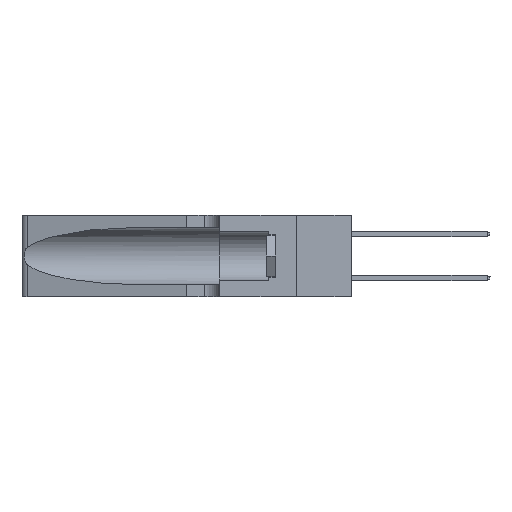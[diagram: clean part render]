
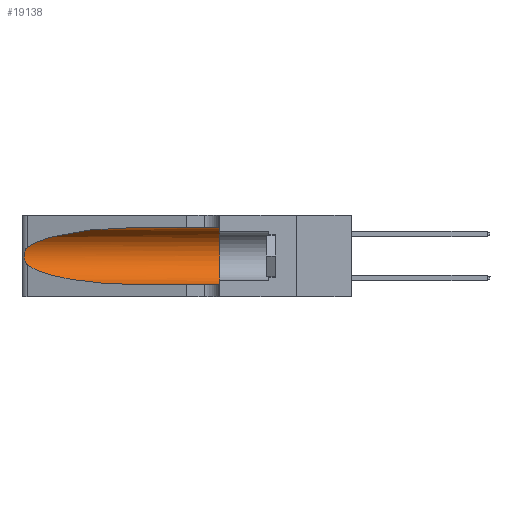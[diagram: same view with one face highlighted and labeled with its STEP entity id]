
A CAD part, left-side view. The second image highlights one B-rep face of the part: STEP entity #19138.
In plain terms, the highlighted cylindrical face has radius 3.308 mm (diameter 6.617 mm), a partial arc.
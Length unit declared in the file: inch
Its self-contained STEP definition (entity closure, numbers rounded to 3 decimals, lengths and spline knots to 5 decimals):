
#2445 = CARTESIAN_POINT ( 'NONE',  ( 0.1305, 0.72297, 0.05475 ) ) ;
#2644 = ORIENTED_EDGE ( 'NONE', *, *, #25581, .F. ) ;
#2848 =( BOUNDED_CURVE ( )  B_SPLINE_CURVE ( 3, ( #26181, #21794, #26477, #2445 ),
 .UNSPECIFIED., .F., .F. ) 
 B_SPLINE_CURVE_WITH_KNOTS ( ( 4, 4 ),
 ( 3.44316, 4.71239 ),
 .UNSPECIFIED. ) 
 CURVE ( )  GEOMETRIC_REPRESENTATION_ITEM ( )  RATIONAL_B_SPLINE_CURVE ( ( 1., 0.87, 0.87, 1. ) ) 
 REPRESENTATION_ITEM ( '' )  );
#2891 = CARTESIAN_POINT ( 'NONE',  ( 0.1305, 0.72297, 0.31525 ) ) ;
#3106 = CARTESIAN_POINT ( 'NONE',  ( 0.25787, 1.23484, 0.2124 ) ) ;
#3756 = EDGE_CURVE ( 'NONE', #6901, #5444, #2848, .T. ) ;
#4996 = CARTESIAN_POINT ( 'NONE',  ( 0.25487, 1.22718, 0.22369 ) ) ;
#5094 = CARTESIAN_POINT ( 'NONE',  ( 0.25487, 1.22718, 0.14631 ) ) ;
#5444 = VERTEX_POINT ( 'NONE', #27942 ) ;
#6724 = CARTESIAN_POINT ( 'NONE',  ( 0.1305, 1.61858, 0.31525 ) ) ;
#6901 = VERTEX_POINT ( 'NONE', #25097 ) ;
#7958 = CARTESIAN_POINT ( 'NONE',  ( 0.1305, 0.35, 0.31525 ) ) ;
#7995 = VECTOR ( 'NONE', #24477, 39.37008 ) ;
#8727 = EDGE_CURVE ( 'NONE', #28324, #22617, #20156, .T. ) ;
#9760 = CARTESIAN_POINT ( 'NONE',  ( 0.25854, 1.2359, 0.20912 ) ) ;
#10333 = DIRECTION ( 'NONE',  ( 0., 1., 0. ) ) ;
#10879 = LINE ( 'NONE', #11895, #13276 ) ;
#11155 = LINE ( 'NONE', #6724, #7995 ) ;
#11428 = CYLINDRICAL_SURFACE ( 'NONE', #19229, 0.13025 ) ;
#11542 = B_SPLINE_CURVE_WITH_KNOTS ( 'NONE', 3,
 ( #4996, #15768, #20216, #3106, #9760, #25144, #14220, #12102, #11714, #14313, #23012, #27414, #20683, #5094 ),
 .UNSPECIFIED., .F., .F.,
 ( 4, 2, 2, 2, 2, 2, 4 ),
 ( 0., 0.00027, 0.00053, 0.00107, 0.0016, 0.00187, 0.00214 ),
 .UNSPECIFIED. ) ;
#11714 = CARTESIAN_POINT ( 'NONE',  ( 0.26017, 1.23833, 0.17102 ) ) ;
#11895 = CARTESIAN_POINT ( 'NONE',  ( 0.1305, 1.61858, 0.05475 ) ) ;
#12102 = CARTESIAN_POINT ( 'NONE',  ( 0.26075, 1.23896, 0.178 ) ) ;
#13276 = VECTOR ( 'NONE', #27387, 39.37008 ) ;
#13300 = CARTESIAN_POINT ( 'NONE',  ( 0.1305, 0.35, 0.05475 ) ) ;
#13393 = ORIENTED_EDGE ( 'NONE', *, *, #22425, .T. ) ;
#13645 = VERTEX_POINT ( 'NONE', #23049 ) ;
#13811 = ORIENTED_EDGE ( 'NONE', *, *, #17579, .T. ) ;
#14081 = CARTESIAN_POINT ( 'NONE',  ( 0.1305, 0.72297, 0.31525 ) ) ;
#14220 = CARTESIAN_POINT ( 'NONE',  ( 0.26075, 1.23896, 0.19203 ) ) ;
#14313 = CARTESIAN_POINT ( 'NONE',  ( 0.25856, 1.23593, 0.16098 ) ) ;
#14913 = ORIENTED_EDGE ( 'NONE', *, *, #3756, .T. ) ;
#15768 = CARTESIAN_POINT ( 'NONE',  ( 0.25555, 1.22994, 0.2215 ) ) ;
#15792 = EDGE_CURVE ( 'NONE', #13645, #6901, #11542, .T. ) ;
#15956 = ORIENTED_EDGE ( 'NONE', *, *, #8727, .F. ) ;
#17504 = DIRECTION ( 'NONE',  ( 0., 0., -1. ) ) ;
#17579 = EDGE_CURVE ( 'NONE', #20286, #13645, #18790, .T. ) ;
#17608 = CARTESIAN_POINT ( 'NONE',  ( 0.1305, 1.61858, 0.185 ) ) ;
#18533 = CARTESIAN_POINT ( 'NONE',  ( 0.25487, 1.22718, 0.22369 ) ) ;
#18756 = CARTESIAN_POINT ( 'NONE',  ( 0.1305, 0.35, 0.185 ) ) ;
#18790 =( BOUNDED_CURVE ( )  B_SPLINE_CURVE ( 3, ( #14081, #25108, #21031, #18533 ),
 .UNSPECIFIED., .F., .T. ) 
 B_SPLINE_CURVE_WITH_KNOTS ( ( 4, 4 ),
 ( 1.5708, 2.84003 ),
 .UNSPECIFIED. ) 
 CURVE ( )  GEOMETRIC_REPRESENTATION_ITEM ( )  RATIONAL_B_SPLINE_CURVE ( ( 1., 0.87, 0.87, 1. ) ) 
 REPRESENTATION_ITEM ( '' )  );
#19138 = ADVANCED_FACE ( 'NONE', ( #28407 ), #11428, .F. ) ;
#19229 = AXIS2_PLACEMENT_3D ( 'NONE', #17608, #28558, #17504 ) ;
#20156 = CIRCLE ( 'NONE', #26518, 0.13025 ) ;
#20216 = CARTESIAN_POINT ( 'NONE',  ( 0.25639, 1.23184, 0.21858 ) ) ;
#20277 = ORIENTED_EDGE ( 'NONE', *, *, #15792, .T. ) ;
#20286 = VERTEX_POINT ( 'NONE', #2891 ) ;
#20683 = CARTESIAN_POINT ( 'NONE',  ( 0.25555, 1.22993, 0.14849 ) ) ;
#20956 = DIRECTION ( 'NONE',  ( 0., 0., 1. ) ) ;
#21031 = CARTESIAN_POINT ( 'NONE',  ( 0.2373, 1.15595, 0.28018 ) ) ;
#21794 = CARTESIAN_POINT ( 'NONE',  ( 0.2373, 1.15595, 0.08982 ) ) ;
#22425 = EDGE_CURVE ( 'NONE', #5444, #22617, #10879, .T. ) ;
#22617 = VERTEX_POINT ( 'NONE', #13300 ) ;
#23012 = CARTESIAN_POINT ( 'NONE',  ( 0.25789, 1.23486, 0.15765 ) ) ;
#23049 = CARTESIAN_POINT ( 'NONE',  ( 0.25487, 1.22718, 0.22369 ) ) ;
#24477 = DIRECTION ( 'NONE',  ( 0., -1., 0. ) ) ;
#24744 = EDGE_LOOP ( 'NONE', ( #13811, #20277, #14913, #13393, #15956, #2644 ) ) ;
#25097 = CARTESIAN_POINT ( 'NONE',  ( 0.25487, 1.22718, 0.14631 ) ) ;
#25108 = CARTESIAN_POINT ( 'NONE',  ( 0.18966, 0.96281, 0.31525 ) ) ;
#25144 = CARTESIAN_POINT ( 'NONE',  ( 0.26018, 1.23835, 0.19895 ) ) ;
#25581 = EDGE_CURVE ( 'NONE', #20286, #28324, #11155, .T. ) ;
#26181 = CARTESIAN_POINT ( 'NONE',  ( 0.25487, 1.22718, 0.14631 ) ) ;
#26477 = CARTESIAN_POINT ( 'NONE',  ( 0.18966, 0.96281, 0.05475 ) ) ;
#26518 = AXIS2_PLACEMENT_3D ( 'NONE', #18756, #10333, #20956 ) ;
#27387 = DIRECTION ( 'NONE',  ( 0., -1., 0. ) ) ;
#27414 = CARTESIAN_POINT ( 'NONE',  ( 0.25639, 1.23186, 0.15144 ) ) ;
#27942 = CARTESIAN_POINT ( 'NONE',  ( 0.1305, 0.72297, 0.05475 ) ) ;
#28324 = VERTEX_POINT ( 'NONE', #7958 ) ;
#28407 = FACE_OUTER_BOUND ( 'NONE', #24744, .T. ) ;
#28558 = DIRECTION ( 'NONE',  ( 0., -1., 0. ) ) ;
